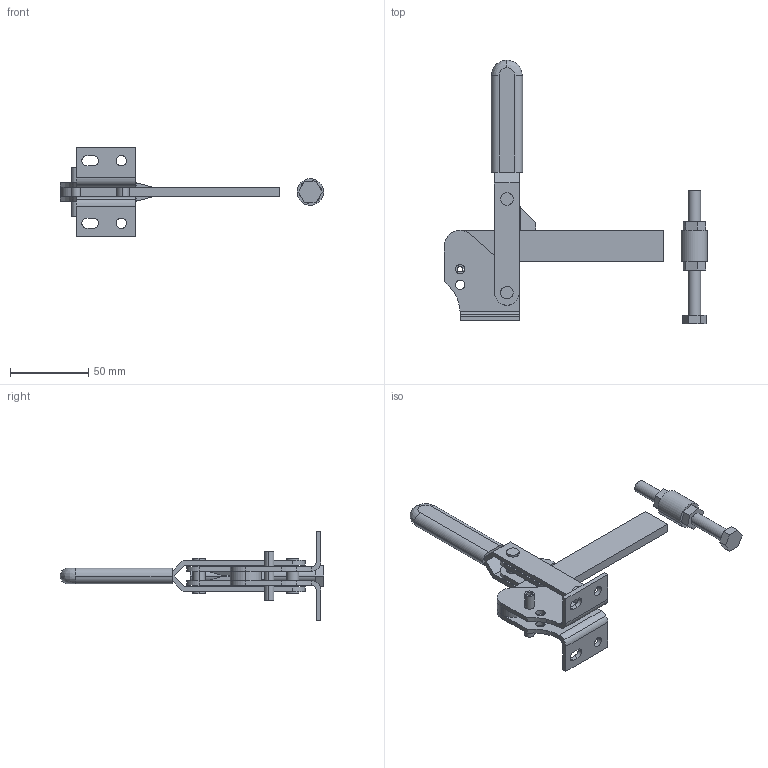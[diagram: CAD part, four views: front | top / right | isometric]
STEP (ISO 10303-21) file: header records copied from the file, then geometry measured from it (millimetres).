
FILE_DESCRIPTION((''),'2;1');
FILE_NAME('MG2B.stp','2006-07-11T15:59:03',('Matthew'),(''),'Autodesk Inventor 8','Autodesk Inventor 8','');
FILE_SCHEMA(('AUTOMOTIVE_DESIGN { 1 0 10303 214 1 1 1 1 }'));
Length unit declared in the file: millimetre
Products named in the file (7): MG2B; MG2B1; MG2B2; MG2B3; MG2B4; MG2B5; MG2B6
Assembly tree (6 placements, depth 2):
  MG2B
    MG2B1
    MG2B2
    MG2B3
    MG2B4
    MG2B5
    MG2B6
Bounding box: 168.47 x 169 x 57 mm (x, y, z)
Volume: 69177.6 mm3; surface area: 41624.5 mm2
Topology: 8 solids, 8 shells, 201 faces, 515 edges, 338 vertices
Faces by surface type: cylinder 73, plane 71, bspline 57
Entity records: 6939 total; most frequent: CARTESIAN_POINT 1798, DIRECTION 1042, ORIENTED_EDGE 1030, EDGE_CURVE 515, AXIS2_PLACEMENT_3D 370, VERTEX_POINT 338, VECTOR 302, LINE 302
